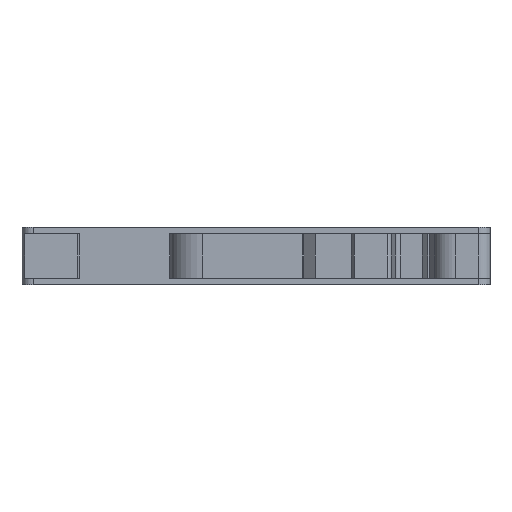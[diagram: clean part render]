
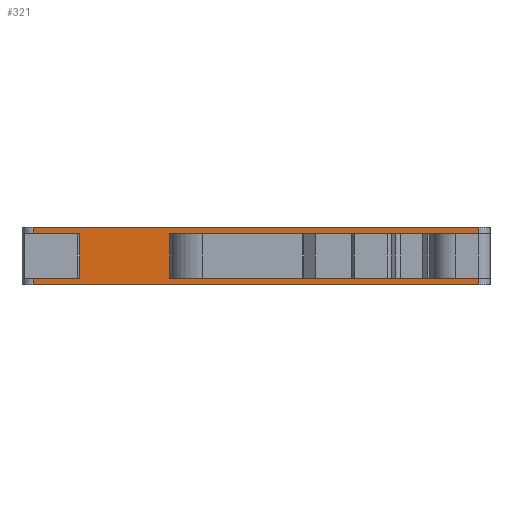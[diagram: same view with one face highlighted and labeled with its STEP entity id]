
A CAD part, front view. The second image highlights one B-rep face of the part: STEP entity #321.
In plain terms, the highlighted planar face has unit normal (0, -1, 0).
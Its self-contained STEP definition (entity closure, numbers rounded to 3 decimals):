
#321=ADVANCED_FACE('',(#593),#462,.F.);
#462=PLANE('',#3368);
#593=FACE_OUTER_BOUND('',#757,.T.);
#757=EDGE_LOOP('',(#1230,#1231,#1232,#1233,#1234,#1235,#1236,#1237,#1238,
#1239,#1240,#1241));
#1230=ORIENTED_EDGE('',*,*,#2180,.F.);
#1231=ORIENTED_EDGE('',*,*,#2314,.T.);
#1232=ORIENTED_EDGE('',*,*,#2315,.T.);
#1233=ORIENTED_EDGE('',*,*,#2316,.F.);
#1234=ORIENTED_EDGE('',*,*,#2183,.F.);
#1235=ORIENTED_EDGE('',*,*,#2317,.F.);
#1236=ORIENTED_EDGE('',*,*,#2171,.T.);
#1237=ORIENTED_EDGE('',*,*,#2318,.F.);
#1238=ORIENTED_EDGE('',*,*,#2319,.F.);
#1239=ORIENTED_EDGE('',*,*,#2320,.T.);
#1240=ORIENTED_EDGE('',*,*,#2169,.T.);
#1241=ORIENTED_EDGE('',*,*,#2225,.F.);
#1856=VERTEX_POINT('',#4603);
#1857=VERTEX_POINT('',#4604);
#1858=VERTEX_POINT('',#4606);
#1859=VERTEX_POINT('',#4608);
#1866=VERTEX_POINT('',#4626);
#1867=VERTEX_POINT('',#4627);
#1868=VERTEX_POINT('',#4630);
#1869=VERTEX_POINT('',#4632);
#1945=VERTEX_POINT('',#4881);
#1946=VERTEX_POINT('',#4883);
#1947=VERTEX_POINT('',#4887);
#1948=VERTEX_POINT('',#4889);
#2169=EDGE_CURVE('',#1856,#1857,#2605,.T.);
#2171=EDGE_CURVE('',#1859,#1858,#2607,.T.);
#2180=EDGE_CURVE('',#1866,#1867,#2614,.T.);
#2183=EDGE_CURVE('',#1868,#1869,#2615,.T.);
#2225=EDGE_CURVE('',#1867,#1857,#2650,.T.);
#2314=EDGE_CURVE('',#1866,#1945,#2713,.T.);
#2315=EDGE_CURVE('',#1945,#1946,#2714,.T.);
#2316=EDGE_CURVE('',#1869,#1946,#2715,.T.);
#2317=EDGE_CURVE('',#1859,#1868,#2716,.T.);
#2318=EDGE_CURVE('',#1947,#1858,#2717,.T.);
#2319=EDGE_CURVE('',#1948,#1947,#2718,.T.);
#2320=EDGE_CURVE('',#1948,#1856,#2719,.T.);
#2605=LINE('',#4602,#2967);
#2607=LINE('',#4607,#2969);
#2614=LINE('',#4625,#2976);
#2615=LINE('',#4631,#2977);
#2650=LINE('',#4713,#3012);
#2713=LINE('',#4880,#3075);
#2714=LINE('',#4882,#3076);
#2715=LINE('',#4884,#3077);
#2716=LINE('',#4885,#3078);
#2717=LINE('',#4886,#3079);
#2718=LINE('',#4888,#3080);
#2719=LINE('',#4890,#3081);
#2967=VECTOR('',#3679,1.);
#2969=VECTOR('',#3681,1.);
#2976=VECTOR('',#3696,1.);
#2977=VECTOR('',#3701,1.);
#3012=VECTOR('',#3780,1.);
#3075=VECTOR('',#3949,1.);
#3076=VECTOR('',#3950,1.);
#3077=VECTOR('',#3951,1.);
#3078=VECTOR('',#3952,1.);
#3079=VECTOR('',#3953,1.);
#3080=VECTOR('',#3954,1.);
#3081=VECTOR('',#3955,1.);
#3368=AXIS2_PLACEMENT_3D('',#4891,#3956,#3957);
#3679=DIRECTION('',(0.,0.,-1.));
#3681=DIRECTION('',(0.,0.,-1.));
#3696=DIRECTION('',(0.,0.,-1.));
#3701=DIRECTION('',(0.,0.,-1.));
#3780=DIRECTION('',(-1.,0.,0.));
#3949=DIRECTION('',(-1.,0.,0.));
#3950=DIRECTION('',(0.,0.,1.));
#3951=DIRECTION('',(-1.,0.,0.));
#3952=DIRECTION('',(1.,0.,0.));
#3953=DIRECTION('',(-1.,0.,0.));
#3954=DIRECTION('',(0.,0.,1.));
#3955=DIRECTION('',(-1.,0.,0.));
#3956=DIRECTION('',(0.,1.,0.));
#3957=DIRECTION('',(0.,0.,1.));
#4602=CARTESIAN_POINT('',(14.428,59.167,-2.075));
#4603=CARTESIAN_POINT('',(14.428,59.167,-2.));
#4604=CARTESIAN_POINT('',(14.428,59.167,-2.6));
#4606=CARTESIAN_POINT('',(14.428,59.167,2.));
#4607=CARTESIAN_POINT('',(14.428,59.167,0.));
#4608=CARTESIAN_POINT('',(14.428,59.167,2.6));
#4625=CARTESIAN_POINT('',(54.928,59.167,0.));
#4626=CARTESIAN_POINT('',(54.928,59.167,-2.));
#4627=CARTESIAN_POINT('',(54.928,59.167,-2.6));
#4630=CARTESIAN_POINT('',(54.928,59.167,2.6));
#4631=CARTESIAN_POINT('',(54.928,59.167,2.075));
#4632=CARTESIAN_POINT('',(54.928,59.167,2.));
#4713=CARTESIAN_POINT('',(16.64,59.167,-2.6));
#4880=CARTESIAN_POINT('',(0.,59.167,-2.));
#4881=CARTESIAN_POINT('',(29.395,59.167,-2.));
#4882=CARTESIAN_POINT('',(29.395,59.167,0.));
#4883=CARTESIAN_POINT('',(29.395,59.167,2.));
#4884=CARTESIAN_POINT('',(0.,59.167,2.));
#4885=CARTESIAN_POINT('',(52.715,59.167,2.6));
#4886=CARTESIAN_POINT('',(0.,59.167,2.));
#4887=CARTESIAN_POINT('',(18.678,59.167,2.));
#4888=CARTESIAN_POINT('',(18.678,59.167,-1.975));
#4889=CARTESIAN_POINT('',(18.678,59.167,-2.));
#4890=CARTESIAN_POINT('',(0.,59.167,-2.));
#4891=CARTESIAN_POINT('',(64.254,59.167,0.258));
